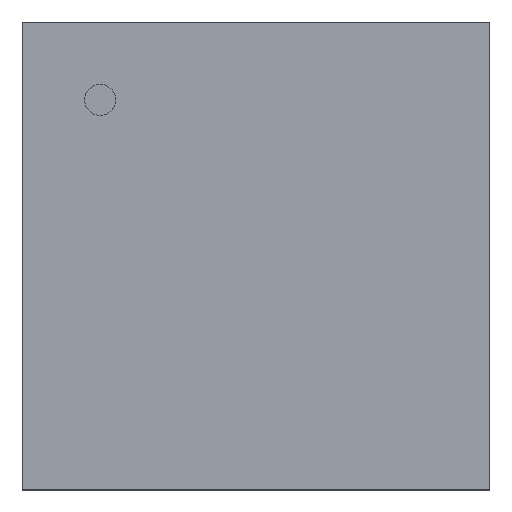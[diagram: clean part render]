
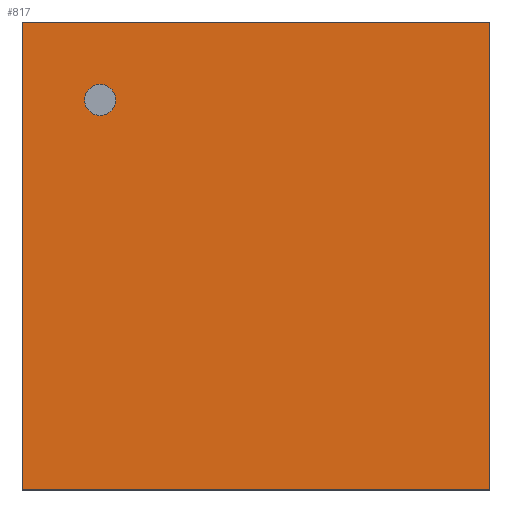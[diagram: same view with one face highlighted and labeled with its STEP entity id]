
A CAD part, top view. The second image highlights one B-rep face of the part: STEP entity #817.
In plain terms, the highlighted planar face has unit normal (0, 0, 1).
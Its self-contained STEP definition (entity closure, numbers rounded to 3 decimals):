
#13=DIRECTION('',(0.,0.,1.));
#126=VECTOR('',#127,1.);
#127=DIRECTION('',(1.,0.,0.));
#133=VECTOR('',#134,1.);
#134=DIRECTION('',(0.,-1.,0.));
#346=VERTEX_POINT('',#347);
#347=CARTESIAN_POINT('',(-1.5,1.5,0.78));
#352=VERTEX_POINT('',#353);
#353=CARTESIAN_POINT('',(1.5,1.5,0.78));
#355=ORIENTED_EDGE('',*,*,#356,.F.);
#356=EDGE_CURVE('',#346,#352,#357,.T.);
#357=LINE('',#347,#126);
#364=EDGE_CURVE('',#352,#365,#367,.T.);
#365=VERTEX_POINT('',#366);
#366=CARTESIAN_POINT('',(1.5,-1.5,0.78));
#367=LINE('',#353,#133);
#378=ORIENTED_EDGE('',*,*,#379,.T.);
#379=EDGE_CURVE('',#346,#380,#382,.T.);
#380=VERTEX_POINT('',#381);
#381=CARTESIAN_POINT('',(-1.5,-1.5,0.78));
#382=LINE('',#347,#133);
#393=EDGE_CURVE('',#380,#365,#394,.T.);
#394=LINE('',#381,#126);
#817=ADVANCED_FACE('',(#818,#822),#832,.T.);
#818=FACE_BOUND('',#819,.T.);
#819=EDGE_LOOP('',(#355,#378,#820,#821));
#820=ORIENTED_EDGE('',*,*,#393,.T.);
#821=ORIENTED_EDGE('',*,*,#364,.F.);
#822=FACE_BOUND('',#823,.T.);
#823=EDGE_LOOP('',(#824));
#824=ORIENTED_EDGE('',*,*,#825,.T.);
#825=EDGE_CURVE('',#826,#826,#828,.T.);
#826=VERTEX_POINT('',#827);
#827=CARTESIAN_POINT('',(-1.,0.9,0.78));
#828=CIRCLE('',#829,0.1);
#829=AXIS2_PLACEMENT_3D('',#830,#831,#134);
#830=CARTESIAN_POINT('',(-1.,1.,0.78));
#831=DIRECTION('',(0.,0.,-1.));
#832=PLANE('',#833);
#833=AXIS2_PLACEMENT_3D('',#347,#13,#134);
